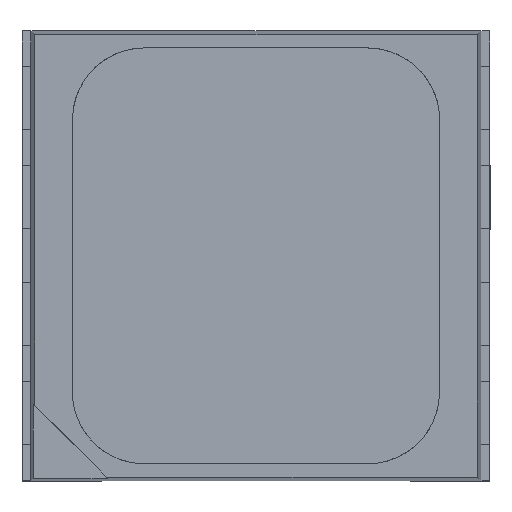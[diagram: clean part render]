
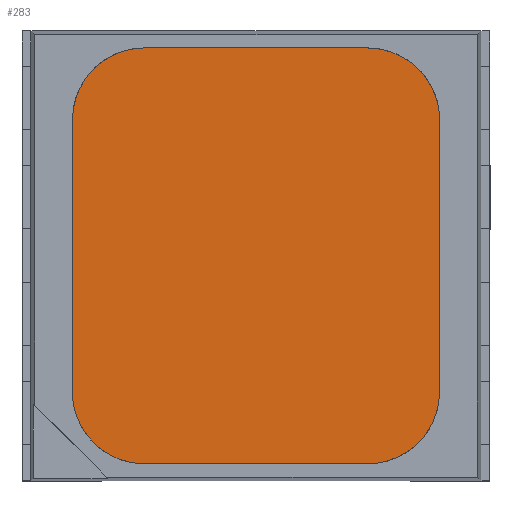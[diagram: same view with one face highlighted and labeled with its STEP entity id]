
A CAD part, top view. The second image highlights one B-rep face of the part: STEP entity #283.
In plain terms, the highlighted planar face has unit normal (0, 0, 1).
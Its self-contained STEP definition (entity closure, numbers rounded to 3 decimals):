
#283=ADVANCED_FACE('NONE',(#652),#653,.F.);
#652=FACE_OUTER_BOUND('',#1269,.T.);
#653=PLANE('',#1270);
#1269=EDGE_LOOP('',(#2736,#2737));
#1270=AXIS2_PLACEMENT_3D('',#2738,#2739,#2740);
#2736=ORIENTED_EDGE('',*,*,#3496,.F.);
#2737=ORIENTED_EDGE('',*,*,#3487,.F.);
#2738=CARTESIAN_POINT('',(-5.126,-2.943,-0.001));
#2739=DIRECTION('',(0.0,0.0,-1.0));
#2740=DIRECTION('',(0.0,-1.0,0.0));
#3487=EDGE_CURVE('NONE',#4337,#4339,#4340,.T.);
#3496=EDGE_CURVE('NONE',#4339,#4337,#4355,.T.);
#4337=VERTEX_POINT('NONE',#5658);
#4339=VERTEX_POINT('NONE',#5661);
#4340=B_SPLINE_CURVE_WITH_KNOTS('',3,(#5662,#5663,#5664,#5665,#5666,#5667,#5668,#5669,#5670,#5671,#5672,#5673,#5674,#5675,#5676,#5677,#5678,#5679,#5680,#5681,#5682,#5683),.UNSPECIFIED.,.F.,.F.,(4,1,1,1,2,1,1,1,2,1,1,1,2,1,1,1,4),(0.008,0.009,0.01,0.011,0.011,0.012,0.012,0.012,0.012,0.013,0.014,0.014,0.015,0.015,0.016,0.016,0.016),.UNSPECIFIED.);
#4355=B_SPLINE_CURVE_WITH_KNOTS('',3,(#5741,#5742,#5743,#5744,#5745,#5746,#5747,#5748,#5749,#5750,#5751,#5752,#5753,#5754,#5755,#5756,#5757,#5758,#5759,#5760,#5761,#5762),.UNSPECIFIED.,.F.,.F.,(4,1,1,1,2,1,1,1,2,1,1,1,2,1,1,1,4),(0.0,0.001,0.002,0.002,0.003,0.004,0.004,0.004,0.004,0.005,0.006,0.006,0.007,0.007,0.008,0.008,0.008),.UNSPECIFIED.);
#5658=CARTESIAN_POINT('',(1.913,1.384,-0.001));
#5661=CARTESIAN_POINT('',(-2.166,-1.637,-0.001));
#5662=CARTESIAN_POINT('',(1.913,1.384,-0.001));
#5663=CARTESIAN_POINT('',(1.913,1.115,-0.001));
#5664=CARTESIAN_POINT('',(1.913,0.605,-0.001));
#5665=CARTESIAN_POINT('',(1.913,-0.126,-0.001));
#5666=CARTESIAN_POINT('',(1.913,-0.858,-0.001));
#5667=CARTESIAN_POINT('',(1.913,-1.367,-0.001));
#5668=CARTESIAN_POINT('',(1.913,-1.724,-0.001));
#5669=CARTESIAN_POINT('',(1.885,-1.917,-0.001));
#5670=CARTESIAN_POINT('',(1.703,-2.216,-0.001));
#5671=CARTESIAN_POINT('',(1.402,-2.407,-0.001));
#5672=CARTESIAN_POINT('',(1.203,-2.436,-0.001));
#5673=CARTESIAN_POINT('',(0.892,-2.436,-0.001));
#5674=CARTESIAN_POINT('',(0.474,-2.436,-0.001));
#5675=CARTESIAN_POINT('',(-0.126,-2.436,-0.001));
#5676=CARTESIAN_POINT('',(-0.726,-2.436,-0.001));
#5677=CARTESIAN_POINT('',(-1.145,-2.436,-0.001));
#5678=CARTESIAN_POINT('',(-1.456,-2.436,-0.001));
#5679=CARTESIAN_POINT('',(-1.655,-2.407,-0.001));
#5680=CARTESIAN_POINT('',(-1.956,-2.216,-0.001));
#5681=CARTESIAN_POINT('',(-2.138,-1.917,-0.001));
#5682=CARTESIAN_POINT('',(-2.166,-1.724,-0.001));
#5683=CARTESIAN_POINT('',(-2.166,-1.637,-0.001));
#5741=CARTESIAN_POINT('',(-2.166,-1.637,-0.001));
#5742=CARTESIAN_POINT('',(-2.166,-1.367,-0.001));
#5743=CARTESIAN_POINT('',(-2.166,-0.858,-0.001));
#5744=CARTESIAN_POINT('',(-2.166,-0.126,-0.001));
#5745=CARTESIAN_POINT('',(-2.166,0.605,-0.001));
#5746=CARTESIAN_POINT('',(-2.166,1.115,-0.001));
#5747=CARTESIAN_POINT('',(-2.166,1.471,-0.001));
#5748=CARTESIAN_POINT('',(-2.138,1.664,-0.001));
#5749=CARTESIAN_POINT('',(-1.956,1.963,-0.001));
#5750=CARTESIAN_POINT('',(-1.655,2.154,-0.001));
#5751=CARTESIAN_POINT('',(-1.456,2.183,-0.001));
#5752=CARTESIAN_POINT('',(-1.145,2.183,-0.001));
#5753=CARTESIAN_POINT('',(-0.726,2.183,-0.001));
#5754=CARTESIAN_POINT('',(-0.126,2.183,-0.001));
#5755=CARTESIAN_POINT('',(0.474,2.183,-0.001));
#5756=CARTESIAN_POINT('',(0.892,2.183,-0.001));
#5757=CARTESIAN_POINT('',(1.203,2.183,-0.001));
#5758=CARTESIAN_POINT('',(1.402,2.154,-0.001));
#5759=CARTESIAN_POINT('',(1.703,1.963,-0.001));
#5760=CARTESIAN_POINT('',(1.885,1.664,-0.001));
#5761=CARTESIAN_POINT('',(1.913,1.471,-0.001));
#5762=CARTESIAN_POINT('',(1.913,1.384,-0.001));
